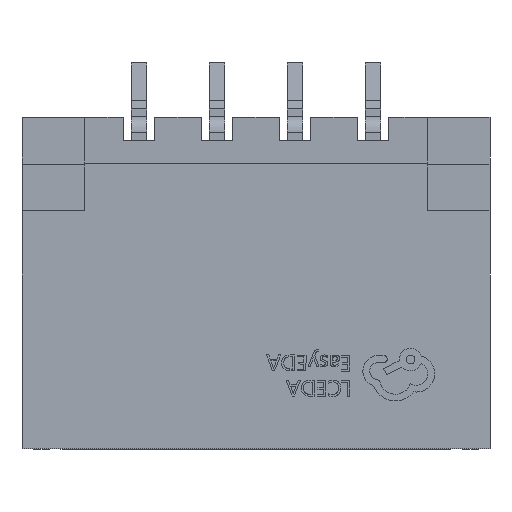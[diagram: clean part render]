
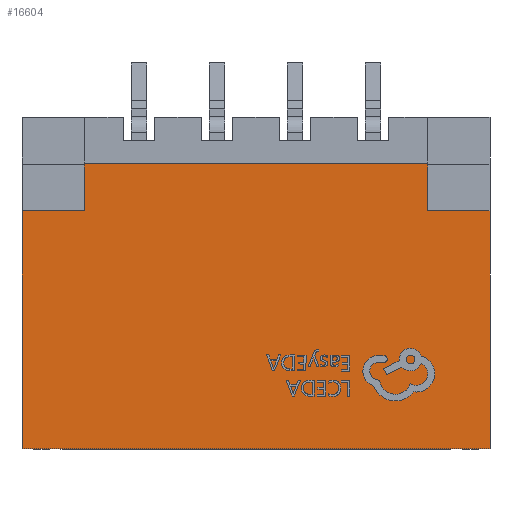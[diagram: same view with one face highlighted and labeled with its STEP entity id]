
A CAD part, top view. The second image highlights one B-rep face of the part: STEP entity #16604.
In plain terms, the highlighted planar face has unit normal (0, 0, 1).
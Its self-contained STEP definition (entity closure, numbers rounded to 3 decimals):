
#85 = EDGE_CURVE ( 'NONE', #16310, #11575, #16712, .T. ) ;
#471 = CARTESIAN_POINT ( 'NONE',  ( -0.7, 0.925, 2.9 ) ) ;
#1272 = VECTOR ( 'NONE', #10103, 1000. ) ;
#2484 = EDGE_CURVE ( 'NONE', #16310, #21933, #15946, .T. ) ;
#2553 = DIRECTION ( 'NONE',  ( 1., 0., 0. ) ) ;
#2647 = VERTEX_POINT ( 'NONE', #8605 ) ;
#3052 = CARTESIAN_POINT ( 'NONE',  ( 0., 0., 2.9 ) ) ;
#3272 = LINE ( 'NONE', #10048, #14372 ) ;
#3325 = LINE ( 'NONE', #15314, #1272 ) ;
#3734 = EDGE_CURVE ( 'NONE', #2647, #17432, #3272, .T. ) ;
#3953 = FACE_OUTER_BOUND ( 'NONE', #19817, .T. ) ;
#4061 = EDGE_CURVE ( 'NONE', #7466, #2647, #3325, .T. ) ;
#4220 = ORIENTED_EDGE ( 'NONE', *, *, #2484, .F. ) ;
#4339 = CARTESIAN_POINT ( 'NONE',  ( 4.5, 0.925, 2.9 ) ) ;
#4904 = CARTESIAN_POINT ( 'NONE',  ( -0.7, 0.925, 2.9 ) ) ;
#5064 = CARTESIAN_POINT ( 'NONE',  ( 3.7, 0.925, 2.9 ) ) ;
#5766 = EDGE_CURVE ( 'NONE', #17432, #21933, #7867, .T. ) ;
#6007 = VECTOR ( 'NONE', #12611, 1000. ) ;
#6129 = CARTESIAN_POINT ( 'NONE',  ( -0.7, 1.525, 2.9 ) ) ;
#6171 = VERTEX_POINT ( 'NONE', #471 ) ;
#6329 = EDGE_CURVE ( 'NONE', #6171, #21250, #11644, .T. ) ;
#6582 = DIRECTION ( 'NONE',  ( 1., 0., 0. ) ) ;
#7466 = VERTEX_POINT ( 'NONE', #17677 ) ;
#7542 = ORIENTED_EDGE ( 'NONE', *, *, #85, .T. ) ;
#7836 = VECTOR ( 'NONE', #15151, 1000. ) ;
#7865 = CARTESIAN_POINT ( 'NONE',  ( -0.7, 0.925, 2.9 ) ) ;
#7867 = LINE ( 'NONE', #7966, #20229 ) ;
#7949 = DIRECTION ( 'NONE',  ( 0., 0., 1. ) ) ;
#7966 = CARTESIAN_POINT ( 'NONE',  ( 4.5, 2.125, 2.9 ) ) ;
#8581 = LINE ( 'NONE', #4904, #11762 ) ;
#8605 = CARTESIAN_POINT ( 'NONE',  ( -1.5, -2.125, 2.9 ) ) ;
#9587 = AXIS2_PLACEMENT_3D ( 'NONE', #3052, #7949, #14708 ) ;
#9743 = DIRECTION ( 'NONE',  ( 0., 1., 0. ) ) ;
#9799 = EDGE_CURVE ( 'NONE', #21250, #11575, #17654, .T. ) ;
#9855 = DIRECTION ( 'NONE',  ( 0., 1., 0. ) ) ;
#10048 = CARTESIAN_POINT ( 'NONE',  ( -1.5, -2.125, 2.9 ) ) ;
#10103 = DIRECTION ( 'NONE',  ( 0., -1., 0. ) ) ;
#10499 = CARTESIAN_POINT ( 'NONE',  ( -0.7, 1.525, 2.9 ) ) ;
#10957 = CARTESIAN_POINT ( 'NONE',  ( 3.7, 0.925, 2.9 ) ) ;
#11575 = VERTEX_POINT ( 'NONE', #17769 ) ;
#11644 = LINE ( 'NONE', #7865, #19161 ) ;
#11762 = VECTOR ( 'NONE', #15341, 1000. ) ;
#12611 = DIRECTION ( 'NONE',  ( 1., 0., 0. ) ) ;
#13736 = VECTOR ( 'NONE', #2553, 1000. ) ;
#13972 = ORIENTED_EDGE ( 'NONE', *, *, #6329, .F. ) ;
#14372 = VECTOR ( 'NONE', #6582, 1000. ) ;
#14392 = CARTESIAN_POINT ( 'NONE',  ( 3.7, 0.925, 2.9 ) ) ;
#14708 = DIRECTION ( 'NONE',  ( 1., 0., 0. ) ) ;
#14714 = CARTESIAN_POINT ( 'NONE',  ( 4.5, -2.125, 2.9 ) ) ;
#15151 = DIRECTION ( 'NONE',  ( 0., 1., 0. ) ) ;
#15314 = CARTESIAN_POINT ( 'NONE',  ( -1.5, 2.125, 2.9 ) ) ;
#15341 = DIRECTION ( 'NONE',  ( -1., 0., 0. ) ) ;
#15946 = LINE ( 'NONE', #10957, #6007 ) ;
#16016 = EDGE_CURVE ( 'NONE', #6171, #7466, #8581, .T. ) ;
#16310 = VERTEX_POINT ( 'NONE', #14392 ) ;
#16604 = ADVANCED_FACE ( 'NONE', ( #3953 ), #17595, .T. ) ;
#16712 = LINE ( 'NONE', #5064, #7836 ) ;
#16823 = ORIENTED_EDGE ( 'NONE', *, *, #16016, .T. ) ;
#17432 = VERTEX_POINT ( 'NONE', #14714 ) ;
#17595 = PLANE ( 'NONE',  #9587 ) ;
#17654 = LINE ( 'NONE', #6129, #13736 ) ;
#17677 = CARTESIAN_POINT ( 'NONE',  ( -1.5, 0.925, 2.9 ) ) ;
#17769 = CARTESIAN_POINT ( 'NONE',  ( 3.7, 1.525, 2.9 ) ) ;
#17869 = ORIENTED_EDGE ( 'NONE', *, *, #3734, .T. ) ;
#17992 = ORIENTED_EDGE ( 'NONE', *, *, #9799, .F. ) ;
#18150 = ORIENTED_EDGE ( 'NONE', *, *, #5766, .T. ) ;
#19161 = VECTOR ( 'NONE', #9743, 1000. ) ;
#19817 = EDGE_LOOP ( 'NONE', ( #7542, #17992, #13972, #16823, #20157, #17869, #18150, #4220 ) ) ;
#20157 = ORIENTED_EDGE ( 'NONE', *, *, #4061, .T. ) ;
#20229 = VECTOR ( 'NONE', #9855, 1000. ) ;
#21250 = VERTEX_POINT ( 'NONE', #10499 ) ;
#21933 = VERTEX_POINT ( 'NONE', #4339 ) ;
